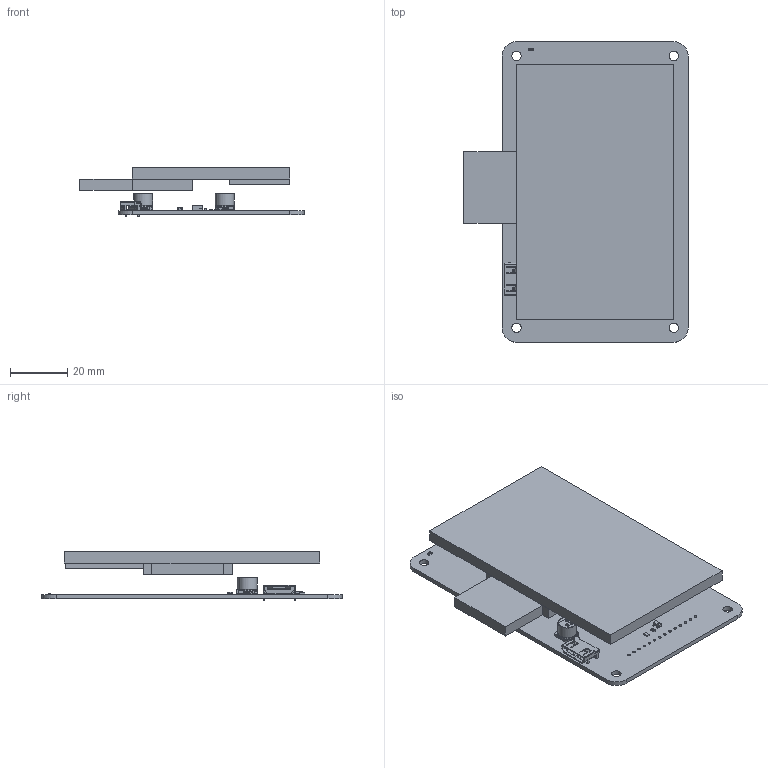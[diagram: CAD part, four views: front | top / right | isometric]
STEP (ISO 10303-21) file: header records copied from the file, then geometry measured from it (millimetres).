
FILE_DESCRIPTION(('Open CASCADE Model'),'2;1');
FILE_NAME('Open CASCADE Shape Model','2025-02-06T09:21:24',('Author'),( 'Open CASCADE'),'Open CASCADE STEP processor 7.5','Open CASCADE 7.5' ,'Unknown');
FILE_SCHEMA(('AUTOMOTIVE_DESIGN { 1 0 10303 214 1 1 1 1 }'));
Length unit declared in the file: millimetre
Products named in the file (48): PCB; Board; Open CASCADE STEP translator 7.5 1.1.1; R5; 0603 resistor; Q1; Diode_Diodes_Inc_BZX84C18-7-F_eec; body; pins; part number & logo; S1; 6366984240; Extruded; 4617425344; 6366984560; 4617416784; R4; R3; R1; C5; CAP ALSMD - 6.6 x 6.6 x 6.1; C4; 0603 cap; C3; C2; U1; 6366985120; C1; Cap_AVX_0603YA0R5BAT2A_eec; Body; Terminals; AVX; R2; 6366984960; 6366984800; J1; 685119136923; 685119136923_Housing; 685119136923_Shielding; 685119136923_Housing2 ...
Assembly tree (70 placements, depth 4):
  PCB
    Board
      Open CASCADE STEP translator 7.5 1.1.1
    R5
      0603 resistor
    Q1
      Diode_Diodes_Inc_BZX84C18-7-F_eec
        body
        pins
        part number & logo
    S1
      6366984240
        Extruded
      4617425344
        Extruded
      6366984560
        Extruded
      4617416784
        Extruded
    R4
      0603 resistor
    R3
      0603 resistor
    R1
      0603 resistor
    C5
      CAP ALSMD - 6.6 x 6.6 x 6.1
    C4
      0603 cap
    C3
      CAP ALSMD - 6.6 x 6.6 x 6.1
    C2
      0603 cap
    U1
      6366985120
        Extruded
    C1
      Cap_AVX_0603YA0R5BAT2A_eec
        Body
        Terminals
        AVX
    R2
      6366984960
        Extruded
      6366984800  x2
        Extruded
    J1
      685119136923
        685119136923_Housing
        685119136923_Shielding
        685119136923_Housing2
        685119136923_Pin1  x18
        685119136923_Pin2
Bounding box: 78.37 x 105 x 17.25 mm (x, y, z)
Volume: 37283.1 mm3; surface area: 31301.2 mm2
Topology: 68 solids, 68 shells, 2097 faces, 5888 edges, 3874 vertices
Faces by surface type: plane 1271, cylinder 381, bspline 343, torus 54, sphere 48
Full cylindrical faces by diameter (mm): 0.8 x8, 0.9 x18, 3.3 x4, 6.05 x2, 6.55 x4
Entity records: 52023 total; most frequent: CARTESIAN_POINT 11223, ORIENTED_EDGE 7656, DIRECTION 6434, EDGE_CURVE 3828, LINE 2892, VECTOR 2892, VERTEX_POINT 2491, AXIS2_PLACEMENT_3D 1771
